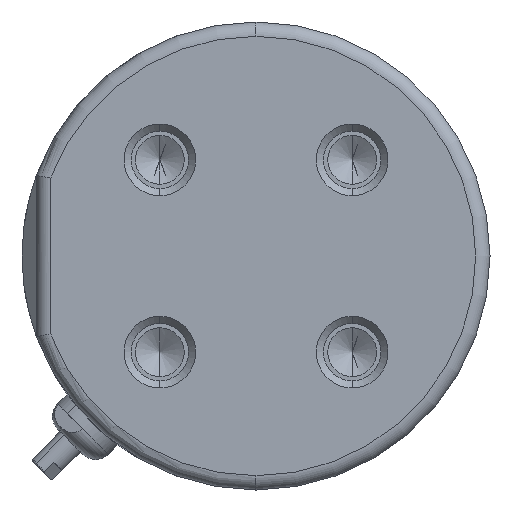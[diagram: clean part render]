
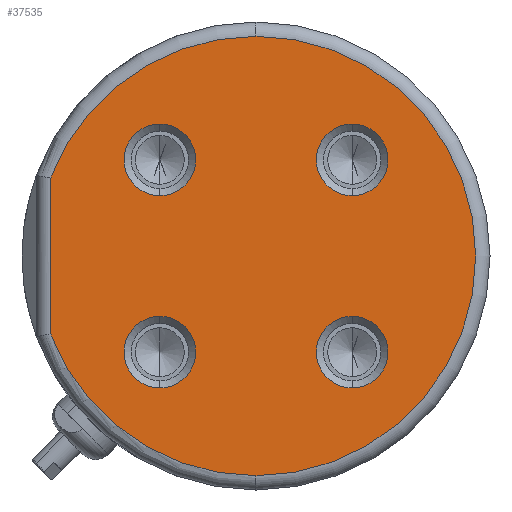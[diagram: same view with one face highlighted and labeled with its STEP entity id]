
A CAD part, left-side view. The second image highlights one B-rep face of the part: STEP entity #37535.
In plain terms, the highlighted planar face has unit normal (-1, 0, 0).
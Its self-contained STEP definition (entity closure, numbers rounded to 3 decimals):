
#167 = DIRECTION ( 'NONE',  ( 0., 0., 1. ) ) ;
#231 = EDGE_CURVE ( 'NONE', #27862, #19631, #19571, .T. ) ;
#515 = VERTEX_POINT ( 'NONE', #10413 ) ;
#787 = CIRCLE ( 'NONE', #8905, 5. ) ;
#1008 = VERTEX_POINT ( 'NONE', #3728 ) ;
#1129 = AXIS2_PLACEMENT_3D ( 'NONE', #24771, #33718, #3730 ) ;
#1214 = EDGE_CURVE ( 'NONE', #32577, #23774, #24477, .T. ) ;
#2053 = CARTESIAN_POINT ( 'NONE',  ( -41.5, 28.7, 10.9 ) ) ;
#2575 = FACE_BOUND ( 'NONE', #13300, .T. ) ;
#2698 = CARTESIAN_POINT ( 'NONE',  ( -41.5, 0., 0. ) ) ;
#2736 = AXIS2_PLACEMENT_3D ( 'NONE', #12761, #9041, #35884 ) ;
#2738 = ORIENTED_EDGE ( 'NONE', *, *, #24908, .T. ) ;
#2754 = ORIENTED_EDGE ( 'NONE', *, *, #31499, .T. ) ;
#2768 = FACE_BOUND ( 'NONE', #6301, .T. ) ;
#3274 = CARTESIAN_POINT ( 'NONE',  ( -41.5, 13.435, 8.435 ) ) ;
#3339 = FACE_OUTER_BOUND ( 'NONE', #8063, .T. ) ;
#3728 = CARTESIAN_POINT ( 'NONE',  ( -41.5, 28.7, -10.9 ) ) ;
#3730 = DIRECTION ( 'NONE',  ( 0., 0., 1. ) ) ;
#3984 = EDGE_CURVE ( 'NONE', #38287, #8796, #32217, .T. ) ;
#4677 = CIRCLE ( 'NONE', #36377, 30.7 ) ;
#6301 = EDGE_LOOP ( 'NONE', ( #11582, #8882 ) ) ;
#7455 = DIRECTION ( 'NONE',  ( 0., 0., 1. ) ) ;
#7855 = DIRECTION ( 'NONE',  ( 1., 0., 0. ) ) ;
#7857 = ORIENTED_EDGE ( 'NONE', *, *, #31275, .T. ) ;
#8063 = EDGE_LOOP ( 'NONE', ( #11766, #8668, #8104, #2738 ) ) ;
#8104 = ORIENTED_EDGE ( 'NONE', *, *, #13064, .T. ) ;
#8185 = DIRECTION ( 'NONE',  ( 0., 0., 1. ) ) ;
#8668 = ORIENTED_EDGE ( 'NONE', *, *, #25903, .T. ) ;
#8796 = VERTEX_POINT ( 'NONE', #38394 ) ;
#8882 = ORIENTED_EDGE ( 'NONE', *, *, #20521, .T. ) ;
#8905 = AXIS2_PLACEMENT_3D ( 'NONE', #34526, #7855, #17196 ) ;
#8948 = DIRECTION ( 'NONE',  ( -1., 0., 0. ) ) ;
#9041 = DIRECTION ( 'NONE',  ( 1., 0., 0. ) ) ;
#10413 = CARTESIAN_POINT ( 'NONE',  ( -41.5, 0., 30.7 ) ) ;
#10525 = LINE ( 'NONE', #16550, #18421 ) ;
#11127 = CIRCLE ( 'NONE', #17307, 30.7 ) ;
#11582 = ORIENTED_EDGE ( 'NONE', *, *, #19303, .T. ) ;
#11725 = EDGE_LOOP ( 'NONE', ( #33551, #2754 ) ) ;
#11766 = ORIENTED_EDGE ( 'NONE', *, *, #31711, .T. ) ;
#12336 = PLANE ( 'NONE',  #27370 ) ;
#12761 = CARTESIAN_POINT ( 'NONE',  ( -41.5, -13.435, 13.435 ) ) ;
#13064 = EDGE_CURVE ( 'NONE', #515, #34127, #36278, .T. ) ;
#13122 = ORIENTED_EDGE ( 'NONE', *, *, #231, .T. ) ;
#13153 = VERTEX_POINT ( 'NONE', #3274 ) ;
#13300 = EDGE_LOOP ( 'NONE', ( #13122, #7857 ) ) ;
#13304 = DIRECTION ( 'NONE',  ( 0., 0., 1. ) ) ;
#13576 = CIRCLE ( 'NONE', #1129, 5. ) ;
#14059 = DIRECTION ( 'NONE',  ( 0., 0., 1. ) ) ;
#14208 = CIRCLE ( 'NONE', #32833, 5. ) ;
#15238 = CARTESIAN_POINT ( 'NONE',  ( -41.5, 0., 0. ) ) ;
#15419 = AXIS2_PLACEMENT_3D ( 'NONE', #34968, #17076, #20001 ) ;
#16246 = CARTESIAN_POINT ( 'NONE',  ( -41.5, -13.435, -18.435 ) ) ;
#16550 = CARTESIAN_POINT ( 'NONE',  ( -41.5, 28.7, -11.261 ) ) ;
#16968 = CARTESIAN_POINT ( 'NONE',  ( -41.5, -13.435, -13.435 ) ) ;
#17076 = DIRECTION ( 'NONE',  ( 1., 0., 0. ) ) ;
#17196 = DIRECTION ( 'NONE',  ( 0., 0., 1. ) ) ;
#17307 = AXIS2_PLACEMENT_3D ( 'NONE', #35605, #8948, #167 ) ;
#18116 = CARTESIAN_POINT ( 'NONE',  ( -41.5, 13.435, -18.435 ) ) ;
#18421 = VECTOR ( 'NONE', #22379, 1000. ) ;
#19303 = EDGE_CURVE ( 'NONE', #34844, #13153, #31917, .T. ) ;
#19571 = CIRCLE ( 'NONE', #2736, 5. ) ;
#19631 = VERTEX_POINT ( 'NONE', #35363 ) ;
#20001 = DIRECTION ( 'NONE',  ( 0., 0., 1. ) ) ;
#20083 = DIRECTION ( 'NONE',  ( 1., 0., 0. ) ) ;
#20521 = EDGE_CURVE ( 'NONE', #13153, #34844, #787, .T. ) ;
#20878 = FACE_BOUND ( 'NONE', #28321, .T. ) ;
#21083 = CIRCLE ( 'NONE', #22362, 5. ) ;
#21947 = DIRECTION ( 'NONE',  ( 1., 0., 0. ) ) ;
#22362 = AXIS2_PLACEMENT_3D ( 'NONE', #33638, #21947, #27423 ) ;
#22379 = DIRECTION ( 'NONE',  ( 0., 0., -1. ) ) ;
#22430 = CARTESIAN_POINT ( 'NONE',  ( -41.5, 13.435, 18.435 ) ) ;
#22638 = DIRECTION ( 'NONE',  ( 1., 0., 0. ) ) ;
#22693 = VERTEX_POINT ( 'NONE', #36897 ) ;
#22824 = DIRECTION ( 'NONE',  ( -1., 0., 0. ) ) ;
#23185 = CARTESIAN_POINT ( 'NONE',  ( -41.5, -13.435, -8.435 ) ) ;
#23774 = VERTEX_POINT ( 'NONE', #16246 ) ;
#24195 = DIRECTION ( 'NONE',  ( 0., 0., 1. ) ) ;
#24477 = CIRCLE ( 'NONE', #26946, 5. ) ;
#24771 = CARTESIAN_POINT ( 'NONE',  ( -41.5, -13.435, 13.435 ) ) ;
#24908 = EDGE_CURVE ( 'NONE', #34127, #1008, #10525, .T. ) ;
#25738 = DIRECTION ( 'NONE',  ( 1., 0., 0. ) ) ;
#25903 = EDGE_CURVE ( 'NONE', #22693, #515, #4677, .T. ) ;
#26372 = AXIS2_PLACEMENT_3D ( 'NONE', #2698, #34857, #8185 ) ;
#26946 = AXIS2_PLACEMENT_3D ( 'NONE', #34865, #25738, #29040 ) ;
#27127 = DIRECTION ( 'NONE',  ( -1., 0., 0. ) ) ;
#27370 = AXIS2_PLACEMENT_3D ( 'NONE', #15238, #27127, #24195 ) ;
#27423 = DIRECTION ( 'NONE',  ( 0., 0., 1. ) ) ;
#27862 = VERTEX_POINT ( 'NONE', #28066 ) ;
#28066 = CARTESIAN_POINT ( 'NONE',  ( -41.5, -13.435, 18.435 ) ) ;
#28321 = EDGE_LOOP ( 'NONE', ( #38398, #33499 ) ) ;
#29040 = DIRECTION ( 'NONE',  ( 0., 0., 1. ) ) ;
#29425 = AXIS2_PLACEMENT_3D ( 'NONE', #37421, #22638, #7455 ) ;
#31275 = EDGE_CURVE ( 'NONE', #19631, #27862, #13576, .T. ) ;
#31499 = EDGE_CURVE ( 'NONE', #23774, #32577, #14208, .T. ) ;
#31711 = EDGE_CURVE ( 'NONE', #1008, #22693, #11127, .T. ) ;
#31789 = CARTESIAN_POINT ( 'NONE',  ( -41.5, 0., 0. ) ) ;
#31917 = CIRCLE ( 'NONE', #29425, 5. ) ;
#32217 = CIRCLE ( 'NONE', #15419, 5. ) ;
#32577 = VERTEX_POINT ( 'NONE', #23185 ) ;
#32762 = FACE_BOUND ( 'NONE', #11725, .T. ) ;
#32833 = AXIS2_PLACEMENT_3D ( 'NONE', #16968, #20083, #14059 ) ;
#33499 = ORIENTED_EDGE ( 'NONE', *, *, #3984, .T. ) ;
#33551 = ORIENTED_EDGE ( 'NONE', *, *, #1214, .T. ) ;
#33638 = CARTESIAN_POINT ( 'NONE',  ( -41.5, 13.435, -13.435 ) ) ;
#33718 = DIRECTION ( 'NONE',  ( 1., 0., 0. ) ) ;
#34127 = VERTEX_POINT ( 'NONE', #2053 ) ;
#34526 = CARTESIAN_POINT ( 'NONE',  ( -41.5, 13.435, 13.435 ) ) ;
#34844 = VERTEX_POINT ( 'NONE', #22430 ) ;
#34857 = DIRECTION ( 'NONE',  ( -1., 0., 0. ) ) ;
#34865 = CARTESIAN_POINT ( 'NONE',  ( -41.5, -13.435, -13.435 ) ) ;
#34968 = CARTESIAN_POINT ( 'NONE',  ( -41.5, 13.435, -13.435 ) ) ;
#35363 = CARTESIAN_POINT ( 'NONE',  ( -41.5, -13.435, 8.435 ) ) ;
#35605 = CARTESIAN_POINT ( 'NONE',  ( -41.5, 0., 0. ) ) ;
#35884 = DIRECTION ( 'NONE',  ( 0., 0., 1. ) ) ;
#36278 = CIRCLE ( 'NONE', #26372, 30.7 ) ;
#36377 = AXIS2_PLACEMENT_3D ( 'NONE', #31789, #22824, #13304 ) ;
#36897 = CARTESIAN_POINT ( 'NONE',  ( -41.5, 0., -30.7 ) ) ;
#36997 = EDGE_CURVE ( 'NONE', #8796, #38287, #21083, .T. ) ;
#37421 = CARTESIAN_POINT ( 'NONE',  ( -41.5, 13.435, 13.435 ) ) ;
#37535 = ADVANCED_FACE ( 'NONE', ( #2575, #2768, #20878, #32762, #3339 ), #12336, .T. ) ;
#38287 = VERTEX_POINT ( 'NONE', #18116 ) ;
#38394 = CARTESIAN_POINT ( 'NONE',  ( -41.5, 13.435, -8.435 ) ) ;
#38398 = ORIENTED_EDGE ( 'NONE', *, *, #36997, .T. ) ;
